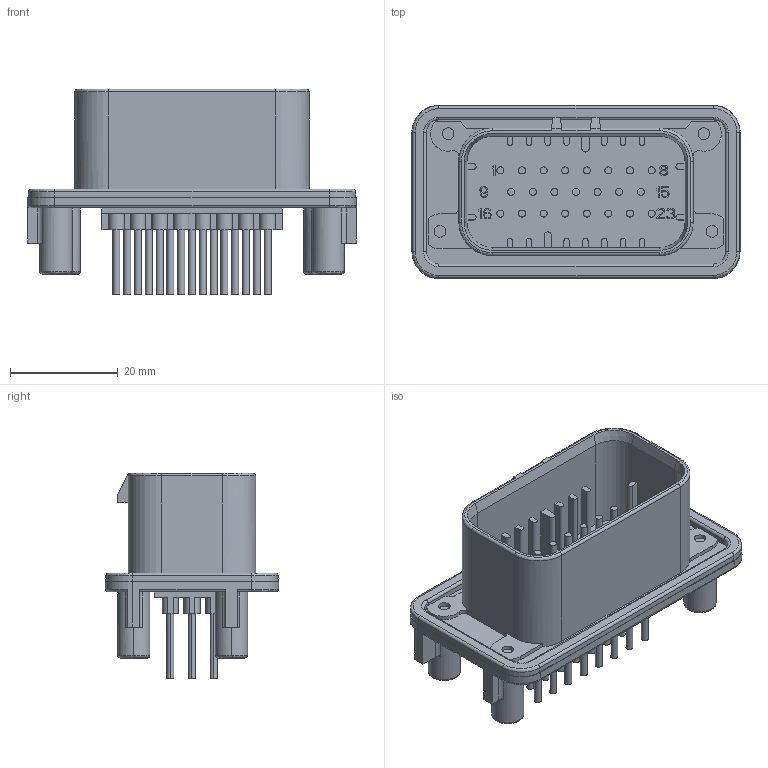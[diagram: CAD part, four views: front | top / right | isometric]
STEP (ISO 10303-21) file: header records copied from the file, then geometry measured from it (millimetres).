
FILE_DESCRIPTION (( 'STEP AP214' ), '1' );
FILE_NAME ('c-1-776228-2-e-3d.STEP', '2020-02-23T01:08:33', ( '' ), ( '' ), 'SwSTEP 2.0', 'SolidWorks 2019', '' );
FILE_SCHEMA (( 'AUTOMOTIVE_DESIGN' ));
Length unit declared in the file: inch
Products named in the file (1): c-1-776228-2-e-3d
Bounding box: 60.8 x 32.1 x 38.08 mm (x, y, z)
Volume: 11674.7 mm3; surface area: 13763.5 mm2
Topology: 1 solids, 1 shells, 853 faces, 2319 edges, 1536 vertices
Faces by surface type: plane 586, cylinder 239, bspline 24, cone 4
Entity records: 38794 total; most frequent: CARTESIAN_POINT 5789, ORIENTED_EDGE 4638, DIRECTION 4447, EDGE_CURVE 2319, LINE 1775, VECTOR 1775, VERTEX_POINT 1536, AXIS2_PLACEMENT_3D 1336
